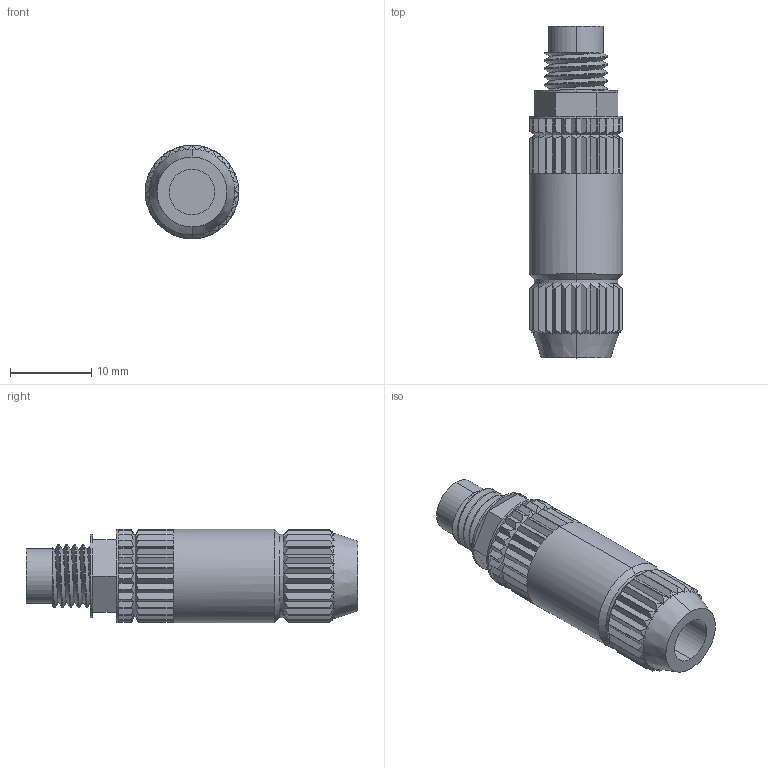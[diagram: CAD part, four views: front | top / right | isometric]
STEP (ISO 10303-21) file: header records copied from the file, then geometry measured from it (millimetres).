
FILE_DESCRIPTION (( 'STEP AP214' ), '1' );
FILE_NAME ('7000-08331-0000000.step', '2016-05-09T18:43:07', ( '' ), ( '' ), 'SwSTEP 2.0', 'SolidWorks 2015', '' );
FILE_SCHEMA (( 'AUTOMOTIVE_DESIGN' ));
Length unit declared in the file: millimetre
Products named in the file (1): 7000-08331-0000000
Bounding box: 11.5 x 40.8 x 11.5 mm (x, y, z)
Volume: 2619.1 mm3; surface area: 2506.1 mm2
Topology: 1 solids, 2 shells, 344 faces, 977 edges, 641 vertices
Faces by surface type: plane 238, cylinder 58, cone 38, bspline 7, sphere 3
Entity records: 15177 total; most frequent: CARTESIAN_POINT 5106, ORIENTED_EDGE 1936, DIRECTION 1578, EDGE_CURVE 968, VERTEX_POINT 635, AXIS2_PLACEMENT_3D 584, LINE 410, VECTOR 410
